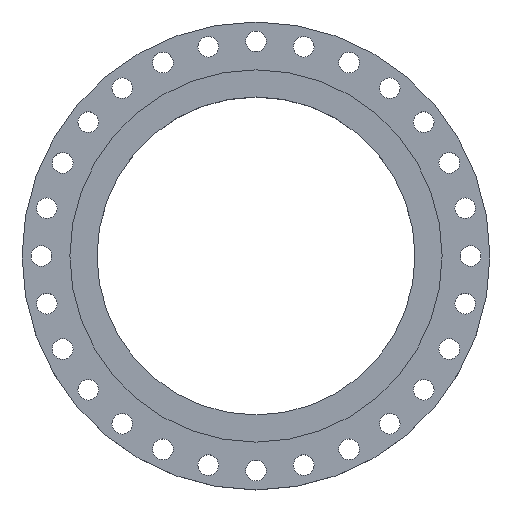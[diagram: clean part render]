
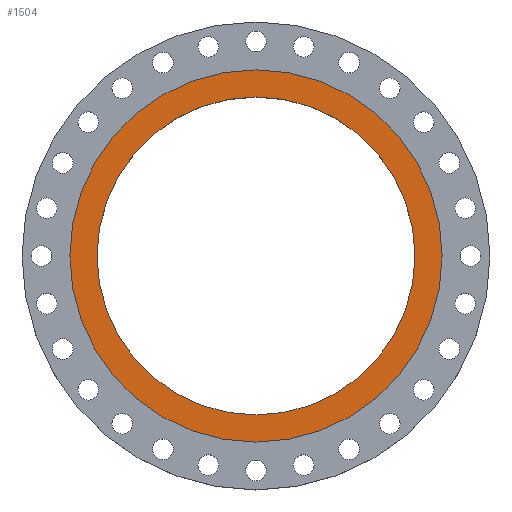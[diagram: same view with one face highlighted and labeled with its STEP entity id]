
A CAD part, top view. The second image highlights one B-rep face of the part: STEP entity #1504.
In plain terms, the highlighted planar face has unit normal (0, 0, 1).
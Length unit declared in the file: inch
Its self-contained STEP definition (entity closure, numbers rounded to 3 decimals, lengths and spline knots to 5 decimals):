
#128 = CIRCLE ( 'NONE', #871, 15.375 ) ;
#134 = CARTESIAN_POINT ( 'NONE',  ( 15.375, 0., 0. ) ) ;
#227 = DIRECTION ( 'NONE',  ( 1., 0., 0. ) ) ;
#261 = DIRECTION ( 'NONE',  ( 0., 0., 1. ) ) ;
#336 = AXIS2_PLACEMENT_3D ( 'NONE', #753, #1555, #566 ) ;
#401 = CARTESIAN_POINT ( 'NONE',  ( -18., 0., 0. ) ) ;
#517 = FACE_BOUND ( 'NONE', #2449, .T. ) ;
#566 = DIRECTION ( 'NONE',  ( 1., 0., 0. ) ) ;
#614 = EDGE_CURVE ( 'NONE', #953, #1168, #1302, .T. ) ;
#628 = EDGE_CURVE ( 'NONE', #2011, #1502, #128, .T. ) ;
#630 = DIRECTION ( 'NONE',  ( 1., 0., 0. ) ) ;
#653 = EDGE_CURVE ( 'NONE', #1168, #953, #2348, .T. ) ;
#678 = DIRECTION ( 'NONE',  ( 1., 0., 0. ) ) ;
#753 = CARTESIAN_POINT ( 'NONE',  ( 0., 0., 0. ) ) ;
#757 = CIRCLE ( 'NONE', #2398, 15.375 ) ;
#871 = AXIS2_PLACEMENT_3D ( 'NONE', #1073, #2023, #630 ) ;
#888 = CARTESIAN_POINT ( 'NONE',  ( 18., 0., 0. ) ) ;
#953 = VERTEX_POINT ( 'NONE', #888 ) ;
#1073 = CARTESIAN_POINT ( 'NONE',  ( 0., 0., 0. ) ) ;
#1168 = VERTEX_POINT ( 'NONE', #401 ) ;
#1201 = ORIENTED_EDGE ( 'NONE', *, *, #614, .T. ) ;
#1302 = CIRCLE ( 'NONE', #336, 18. ) ;
#1320 = FACE_OUTER_BOUND ( 'NONE', #1724, .T. ) ;
#1356 = DIRECTION ( 'NONE',  ( -1., 0., 0. ) ) ;
#1496 = ORIENTED_EDGE ( 'NONE', *, *, #653, .T. ) ;
#1502 = VERTEX_POINT ( 'NONE', #1710 ) ;
#1504 = ADVANCED_FACE ( 'NONE', ( #517, #1320 ), #2124, .F. ) ;
#1555 = DIRECTION ( 'NONE',  ( 0., 0., 1. ) ) ;
#1626 = CARTESIAN_POINT ( 'NONE',  ( 0., 0., 0. ) ) ;
#1710 = CARTESIAN_POINT ( 'NONE',  ( -15.375, 0., 0. ) ) ;
#1724 = EDGE_LOOP ( 'NONE', ( #1201, #1496 ) ) ;
#1726 = CARTESIAN_POINT ( 'NONE',  ( 0., 15.375, 0. ) ) ;
#1765 = EDGE_CURVE ( 'NONE', #1502, #2011, #757, .T. ) ;
#1770 = ORIENTED_EDGE ( 'NONE', *, *, #1765, .F. ) ;
#1779 = DIRECTION ( 'NONE',  ( 0., 0., -1. ) ) ;
#1930 = AXIS2_PLACEMENT_3D ( 'NONE', #1626, #2454, #227 ) ;
#2011 = VERTEX_POINT ( 'NONE', #134 ) ;
#2023 = DIRECTION ( 'NONE',  ( 0., 0., 1. ) ) ;
#2124 = PLANE ( 'NONE',  #2280 ) ;
#2280 = AXIS2_PLACEMENT_3D ( 'NONE', #1726, #1779, #1356 ) ;
#2348 = CIRCLE ( 'NONE', #1930, 18. ) ;
#2398 = AXIS2_PLACEMENT_3D ( 'NONE', #2475, #261, #678 ) ;
#2449 = EDGE_LOOP ( 'NONE', ( #2516, #1770 ) ) ;
#2454 = DIRECTION ( 'NONE',  ( 0., 0., 1. ) ) ;
#2475 = CARTESIAN_POINT ( 'NONE',  ( 0., 0., 0. ) ) ;
#2516 = ORIENTED_EDGE ( 'NONE', *, *, #628, .F. ) ;
